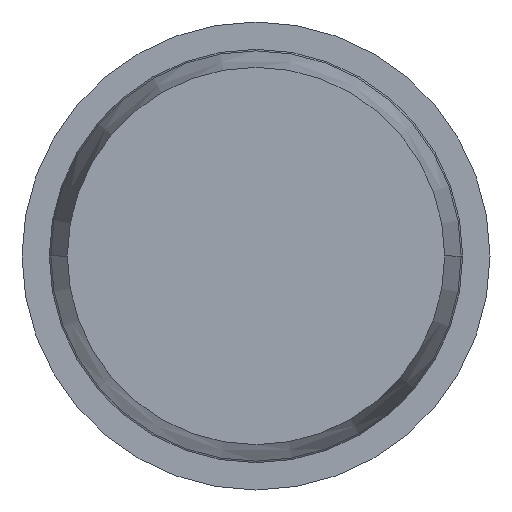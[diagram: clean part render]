
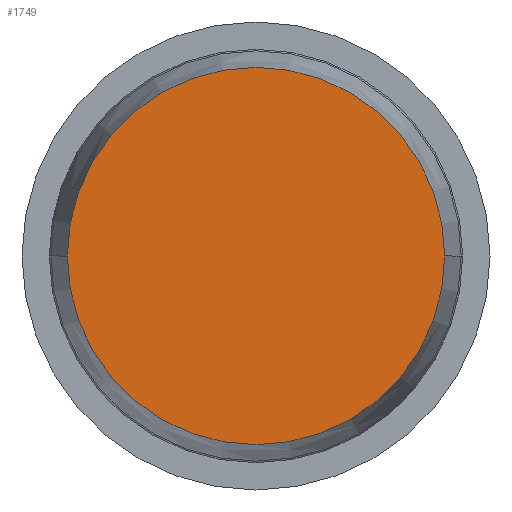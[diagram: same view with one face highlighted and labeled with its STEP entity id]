
A CAD part, front view. The second image highlights one B-rep face of the part: STEP entity #1749.
In plain terms, the highlighted planar face has unit normal (0, -1, 0).
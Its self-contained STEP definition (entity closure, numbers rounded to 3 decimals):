
#80 = FACE_OUTER_BOUND ( 'NONE', #1396, .T. ) ;
#179 = EDGE_CURVE ( 'Defeature ausgef�hrt1_2+Defeature ausgef�hrt1_11+Defeature ausgef�hrt1_11+Defeature ausgef�hrt1_11', #3016, #4299, #3088, .T. ) ;
#200 = EDGE_CURVE ( 'Defeature ausgef�hrt1_2+Defeature ausgef�hrt1_11+Defeature ausgef�hrt1_11+Defeature ausgef�hrt1_11', #4299, #3016, #1727, .T. ) ;
#348 = AXIS2_PLACEMENT_3D ( 'NONE', #2095, #1022, #3493 ) ;
#643 = DIRECTION ( 'NONE',  ( 0., -1., 0. ) ) ;
#941 = PLANE ( 'NONE',  #1079 ) ;
#1022 = DIRECTION ( 'NONE',  ( 0., -1., 0. ) ) ;
#1079 = AXIS2_PLACEMENT_3D ( 'NONE', #4248, #2023, #3163 ) ;
#1243 = CARTESIAN_POINT ( 'NONE',  ( -1.209, -19., 0. ) ) ;
#1396 = EDGE_LOOP ( 'NONE', ( #1582, #3858 ) ) ;
#1582 = ORIENTED_EDGE ( 'NONE', *, *, #179, .T. ) ;
#1727 = CIRCLE ( 'NONE', #2485, 1.209 ) ;
#1749 = ADVANCED_FACE ( 'Defeature ausgef�hrt1_2', ( #80 ), #941, .T. ) ;
#2023 = DIRECTION ( 'NONE',  ( 0., -1., 0. ) ) ;
#2095 = CARTESIAN_POINT ( 'NONE',  ( 0., -19., 0. ) ) ;
#2485 = AXIS2_PLACEMENT_3D ( 'NONE', #3151, #643, #3528 ) ;
#3016 = VERTEX_POINT ( 'NONE', #1243 ) ;
#3088 = CIRCLE ( 'NONE', #348, 1.209 ) ;
#3151 = CARTESIAN_POINT ( 'NONE',  ( 0., -19., 0. ) ) ;
#3163 = DIRECTION ( 'NONE',  ( 1., 0., 0. ) ) ;
#3493 = DIRECTION ( 'NONE',  ( 1., 0., 0. ) ) ;
#3528 = DIRECTION ( 'NONE',  ( 1., 0., 0. ) ) ;
#3858 = ORIENTED_EDGE ( 'NONE', *, *, #200, .T. ) ;
#3930 = CARTESIAN_POINT ( 'NONE',  ( 1.209, -19., 0. ) ) ;
#4248 = CARTESIAN_POINT ( 'NONE',  ( 0., -19., 0. ) ) ;
#4299 = VERTEX_POINT ( 'NONE', #3930 ) ;
